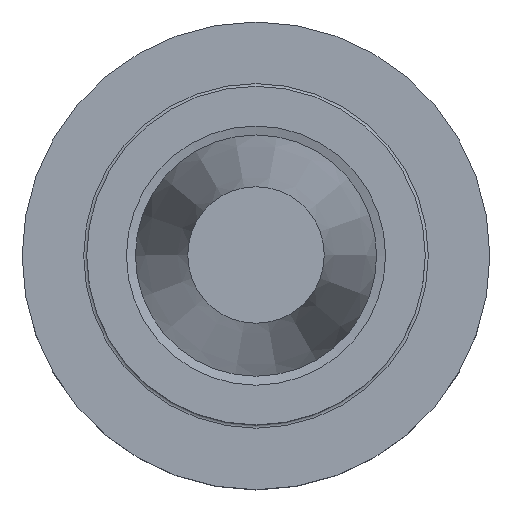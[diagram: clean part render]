
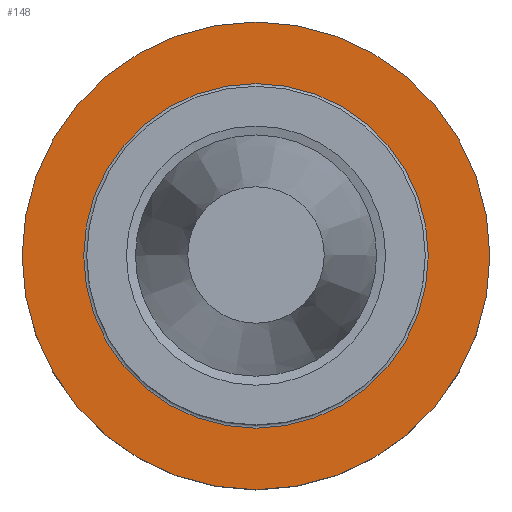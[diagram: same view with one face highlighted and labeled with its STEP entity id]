
A CAD part, top view. The second image highlights one B-rep face of the part: STEP entity #148.
In plain terms, the highlighted planar face has unit normal (0, 0, 1).
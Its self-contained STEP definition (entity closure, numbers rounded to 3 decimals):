
#87=FACE_BOUND('',#212,.T.);
#88=FACE_BOUND('',#213,.T.);
#148=ADVANCED_FACE('',(#87,#88),#176,.T.);
#176=PLANE('',#475);
#212=EDGE_LOOP('',(#286));
#213=EDGE_LOOP('',(#287));
#286=ORIENTED_EDGE('',*,*,#384,.T.);
#287=ORIENTED_EDGE('',*,*,#383,.F.);
#346=VERTEX_POINT('',#715);
#347=VERTEX_POINT('',#718);
#383=EDGE_CURVE('',#346,#346,#420,.T.);
#384=EDGE_CURVE('',#347,#347,#421,.T.);
#420=CIRCLE('',#472,32.05);
#421=CIRCLE('',#474,43.5);
#472=AXIS2_PLACEMENT_3D('',#714,#577,#578);
#474=AXIS2_PLACEMENT_3D('',#717,#581,#582);
#475=AXIS2_PLACEMENT_3D('',#719,#583,#584);
#577=DIRECTION('',(0.0,0.0,1.0));
#578=DIRECTION('',(1.0,0.0,0.0));
#581=DIRECTION('',(0.0,0.0,1.0));
#582=DIRECTION('',(1.0,0.0,0.0));
#583=DIRECTION('',(0.0,0.0,1.0));
#584=DIRECTION('',(1.0,0.0,0.0));
#714=CARTESIAN_POINT('',(0.0,0.0,-30.0));
#715=CARTESIAN_POINT('',(32.05,0.0,-30.0));
#717=CARTESIAN_POINT('',(0.0,0.0,-30.0));
#718=CARTESIAN_POINT('',(43.5,0.0,-30.0));
#719=CARTESIAN_POINT('',(0.0,32.05,-30.0));
